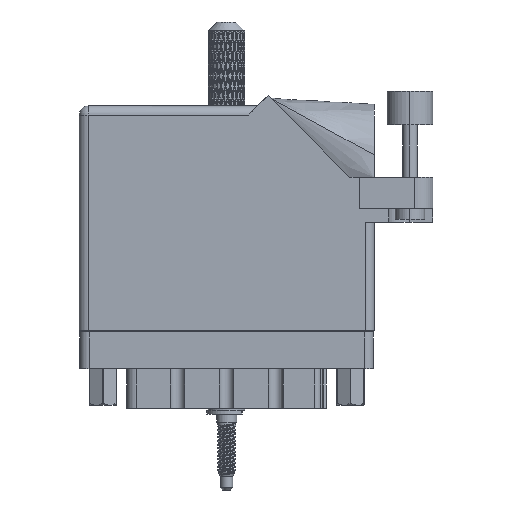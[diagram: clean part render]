
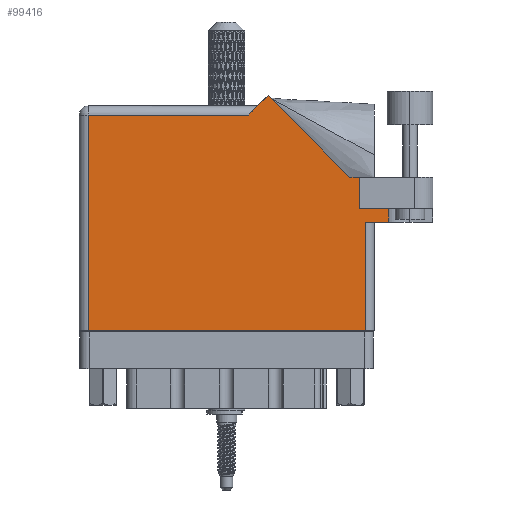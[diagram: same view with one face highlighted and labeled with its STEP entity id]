
A CAD part, front view. The second image highlights one B-rep face of the part: STEP entity #99416.
In plain terms, the highlighted face is planar.
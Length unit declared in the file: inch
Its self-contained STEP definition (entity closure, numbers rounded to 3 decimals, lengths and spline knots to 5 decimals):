
#4190 = CARTESIAN_POINT ( 'NONE',  ( 1.91, 0.831, 0. ) ) ;
#4339 = EDGE_CURVE ( 'NONE', #56774, #92112, #26793, .T. ) ;
#4940 = PLANE ( 'NONE',  #13740 ) ;
#5455 = VECTOR ( 'NONE', #27281, 39.37008 ) ;
#5778 = DIRECTION ( 'NONE',  ( -0.707, 0.707, 0. ) ) ;
#5994 = CARTESIAN_POINT ( 'NONE',  ( 1.91, 1.044, 0. ) ) ;
#8190 = LINE ( 'NONE', #46156, #32059 ) ;
#8603 = CARTESIAN_POINT ( 'NONE',  ( 0.062, 1.468, 0. ) ) ;
#13740 = AXIS2_PLACEMENT_3D ( 'NONE', #13962, #76644, #78935 ) ;
#13962 = CARTESIAN_POINT ( 'NONE',  ( 0., 1.53, 0. ) ) ;
#17686 = ORIENTED_EDGE ( 'NONE', *, *, #26676, .T. ) ;
#21741 = CARTESIAN_POINT ( 'NONE',  ( 1.91, 0.831, 0. ) ) ;
#21930 = CARTESIAN_POINT ( 'NONE',  ( 1.948, 0.737, 0. ) ) ;
#22127 = EDGE_CURVE ( 'NONE', #93530, #105827, #65966, .T. ) ;
#22339 = CARTESIAN_POINT ( 'NONE',  ( 1.948, 0., 0. ) ) ;
#23687 = VERTEX_POINT ( 'NONE', #29697 ) ;
#25476 = CARTESIAN_POINT ( 'NONE',  ( 0., 0., 0. ) ) ;
#26676 = EDGE_CURVE ( 'NONE', #92112, #27543, #83449, .T. ) ;
#26793 = LINE ( 'NONE', #4190, #68792 ) ;
#27023 = EDGE_CURVE ( 'NONE', #33796, #27894, #56729, .T. ) ;
#27281 = DIRECTION ( 'NONE',  ( 1., 0., 0. ) ) ;
#27543 = VERTEX_POINT ( 'NONE', #29837 ) ;
#27894 = VERTEX_POINT ( 'NONE', #8603 ) ;
#29601 = CARTESIAN_POINT ( 'NONE',  ( 0., 1.468, 0. ) ) ;
#29697 = CARTESIAN_POINT ( 'NONE',  ( 2.1115, 0.831, 0. ) ) ;
#29837 = CARTESIAN_POINT ( 'NONE',  ( 1.84442, 1.044, 0. ) ) ;
#31302 = ORIENTED_EDGE ( 'NONE', *, *, #111070, .T. ) ;
#32059 = VECTOR ( 'NONE', #55109, 39.37008 ) ;
#32784 = VECTOR ( 'NONE', #48962, 39.37008 ) ;
#33678 = DIRECTION ( 'NONE',  ( 0., -1., 0. ) ) ;
#33796 = VERTEX_POINT ( 'NONE', #91443 ) ;
#36923 = EDGE_CURVE ( 'NONE', #27543, #97276, #69094, .T. ) ;
#37255 = ORIENTED_EDGE ( 'NONE', *, *, #4339, .T. ) ;
#38274 = CARTESIAN_POINT ( 'NONE',  ( 1.948, 0.737, 0. ) ) ;
#39439 = CARTESIAN_POINT ( 'NONE',  ( 2.41, 1.044, 0. ) ) ;
#40073 = VECTOR ( 'NONE', #82814, 39.37008 ) ;
#42453 = ORIENTED_EDGE ( 'NONE', *, *, #36923, .T. ) ;
#42701 = VECTOR ( 'NONE', #84707, 39.37008 ) ;
#44828 = ORIENTED_EDGE ( 'NONE', *, *, #27023, .T. ) ;
#46156 = CARTESIAN_POINT ( 'NONE',  ( 1.91, 0.831, 0. ) ) ;
#48962 = DIRECTION ( 'NONE',  ( 0., -1., 0. ) ) ;
#50979 = LINE ( 'NONE', #75967, #32784 ) ;
#52669 = VERTEX_POINT ( 'NONE', #109993 ) ;
#54994 = VECTOR ( 'NONE', #5778, 39.37008 ) ;
#55109 = DIRECTION ( 'NONE',  ( 1., 0., 0. ) ) ;
#55531 = VECTOR ( 'NONE', #88000, 39.37008 ) ;
#56729 = LINE ( 'NONE', #29601, #40073 ) ;
#56774 = VERTEX_POINT ( 'NONE', #21741 ) ;
#58296 = DIRECTION ( 'NONE',  ( 0., 1., 0. ) ) ;
#58983 = CARTESIAN_POINT ( 'NONE',  ( 1.28771, 1.60071, 0. ) ) ;
#62023 = ORIENTED_EDGE ( 'NONE', *, *, #70626, .F. ) ;
#65966 = LINE ( 'NONE', #21930, #112139 ) ;
#67545 = EDGE_CURVE ( 'NONE', #97276, #33796, #67818, .T. ) ;
#67818 = LINE ( 'NONE', #113223, #42701 ) ;
#68776 = EDGE_LOOP ( 'NONE', ( #94128, #107297, #76388, #62023, #82819, #37255, #17686, #42453, #92553, #44828, #31302 ) ) ;
#68792 = VECTOR ( 'NONE', #75911, 39.37008 ) ;
#68941 = CARTESIAN_POINT ( 'NONE',  ( 2.1115, 1.16177, 0. ) ) ;
#69094 = LINE ( 'NONE', #112989, #54994 ) ;
#70626 = EDGE_CURVE ( 'NONE', #23687, #52669, #82742, .T. ) ;
#71266 = CARTESIAN_POINT ( 'NONE',  ( 0.062, 0., 0. ) ) ;
#73650 = EDGE_CURVE ( 'NONE', #105827, #52669, #111788, .T. ) ;
#74648 = DIRECTION ( 'NONE',  ( -1., 0., 0. ) ) ;
#75911 = DIRECTION ( 'NONE',  ( 0., 1., 0. ) ) ;
#75967 = CARTESIAN_POINT ( 'NONE',  ( 0.062, 0., 0. ) ) ;
#76388 = ORIENTED_EDGE ( 'NONE', *, *, #73650, .T. ) ;
#76644 = DIRECTION ( 'NONE',  ( 0., 0., -1. ) ) ;
#78935 = DIRECTION ( 'NONE',  ( -1., 0., 0. ) ) ;
#81318 = VECTOR ( 'NONE', #33678, 39.37008 ) ;
#82397 = VERTEX_POINT ( 'NONE', #71266 ) ;
#82742 = LINE ( 'NONE', #68941, #81318 ) ;
#82814 = DIRECTION ( 'NONE',  ( -1., 0., 0. ) ) ;
#82819 = ORIENTED_EDGE ( 'NONE', *, *, #104765, .F. ) ;
#83449 = LINE ( 'NONE', #39439, #112838 ) ;
#84707 = DIRECTION ( 'NONE',  ( -0.707, -0.707, 0. ) ) ;
#88000 = DIRECTION ( 'NONE',  ( 1., 0., 0. ) ) ;
#89796 = CARTESIAN_POINT ( 'NONE',  ( 2.01, 0.737, 0. ) ) ;
#91443 = CARTESIAN_POINT ( 'NONE',  ( 1.155, 1.468, 0. ) ) ;
#92112 = VERTEX_POINT ( 'NONE', #5994 ) ;
#92553 = ORIENTED_EDGE ( 'NONE', *, *, #67545, .T. ) ;
#92559 = EDGE_CURVE ( 'NONE', #82397, #93530, #104437, .T. ) ;
#93530 = VERTEX_POINT ( 'NONE', #22339 ) ;
#94128 = ORIENTED_EDGE ( 'NONE', *, *, #92559, .T. ) ;
#97274 = FACE_OUTER_BOUND ( 'NONE', #68776, .T. ) ;
#97276 = VERTEX_POINT ( 'NONE', #58983 ) ;
#99416 = ADVANCED_FACE ( 'NONE', ( #97274 ), #4940, .F. ) ;
#104437 = LINE ( 'NONE', #25476, #55531 ) ;
#104765 = EDGE_CURVE ( 'NONE', #56774, #23687, #8190, .T. ) ;
#105827 = VERTEX_POINT ( 'NONE', #38274 ) ;
#107297 = ORIENTED_EDGE ( 'NONE', *, *, #22127, .T. ) ;
#109993 = CARTESIAN_POINT ( 'NONE',  ( 2.1115, 0.737, 0. ) ) ;
#111070 = EDGE_CURVE ( 'NONE', #27894, #82397, #50979, .T. ) ;
#111788 = LINE ( 'NONE', #89796, #5455 ) ;
#112139 = VECTOR ( 'NONE', #58296, 39.37008 ) ;
#112838 = VECTOR ( 'NONE', #74648, 39.37008 ) ;
#112989 = CARTESIAN_POINT ( 'NONE',  ( 1.84442, 1.044, 0. ) ) ;
#113223 = CARTESIAN_POINT ( 'NONE',  ( 1.217, 1.53, 0. ) ) ;
